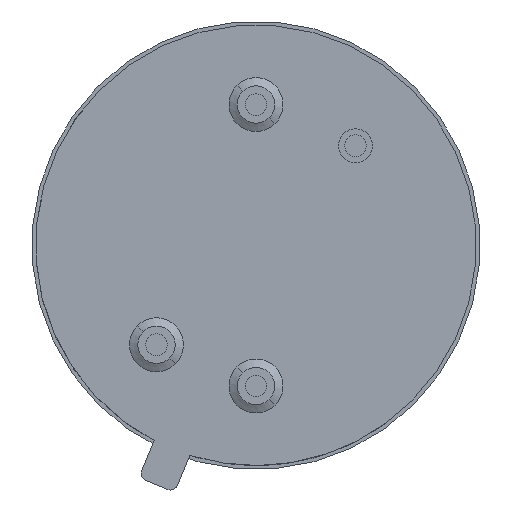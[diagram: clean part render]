
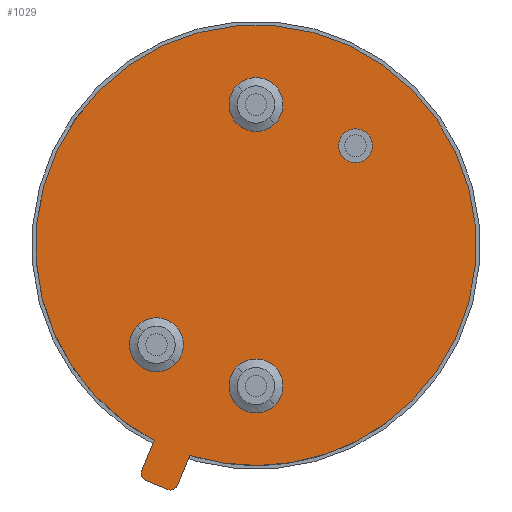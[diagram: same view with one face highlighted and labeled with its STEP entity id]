
A CAD part, front view. The second image highlights one B-rep face of the part: STEP entity #1029.
In plain terms, the highlighted planar face has unit normal (0, -1, 0).
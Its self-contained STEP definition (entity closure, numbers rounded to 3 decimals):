
#601=VERTEX_POINT('NONE',#602);
#602=CARTESIAN_POINT('',(-1.664,0.1,-5.034));
#608=EDGE_CURVE('NONE',#601,#609,#611,.T.);
#609=VERTEX_POINT('NONE',#610);
#610=CARTESIAN_POINT('',(-1.828,0.1,-5.066));
#611=CIRCLE('',#612,0.15);
#612=AXIS2_PLACEMENT_3D('',#613,#614,#615);
#613=CARTESIAN_POINT('',(-1.77,0.1,-4.928));
#614=DIRECTION('',(0.0,1.0,0.0));
#615=DIRECTION('',(-0.707,0.0,0.707));
#643=VERTEX_POINT('NONE',#644);
#644=CARTESIAN_POINT('',(-3.231,0.1,3.231));
#650=EDGE_CURVE('NONE',#643,#651,#653,.T.);
#651=VERTEX_POINT('NONE',#652);
#652=CARTESIAN_POINT('',(3.231,0.1,-3.231));
#653=CIRCLE('',#654,4.57);
#654=AXIS2_PLACEMENT_3D('',#655,#656,#657);
#655=CARTESIAN_POINT('',(0.0,0.1,0.0));
#656=DIRECTION('',(0.0,1.0,0.0));
#657=DIRECTION('',(-0.707,0.0,0.707));
#685=VERTEX_POINT('NONE',#686);
#686=CARTESIAN_POINT('',(2.312,0.1,1.817));
#692=EDGE_CURVE('NONE',#685,#693,#695,.T.);
#693=VERTEX_POINT('NONE',#694);
#694=CARTESIAN_POINT('',(1.817,0.1,2.312));
#695=CIRCLE('',#696,0.35);
#696=AXIS2_PLACEMENT_3D('',#697,#698,#699);
#697=CARTESIAN_POINT('',(2.065,0.1,2.065));
#698=DIRECTION('',(0.0,-1.0,0.0));
#699=DIRECTION('',(0.707,0.0,-0.707));
#790=EDGE_CURVE('NONE',#693,#685,#791,.T.);
#791=CIRCLE('',#792,0.35);
#792=AXIS2_PLACEMENT_3D('',#793,#794,#795);
#793=CARTESIAN_POINT('',(2.065,0.1,2.065));
#794=DIRECTION('',(0.0,-1.0,0.0));
#795=DIRECTION('',(0.707,0.0,-0.707));
#828=EDGE_CURVE('NONE',#651,#829,#831,.T.);
#829=VERTEX_POINT('NONE',#830);
#830=CARTESIAN_POINT('',(-1.373,0.1,-4.359));
#831=CIRCLE('',#832,4.57);
#832=AXIS2_PLACEMENT_3D('',#833,#834,#835);
#833=CARTESIAN_POINT('',(0.0,0.1,0.0));
#834=DIRECTION('',(0.0,1.0,0.0));
#835=DIRECTION('',(-0.707,0.0,0.707));
#855=VERTEX_POINT('NONE',#856);
#856=CARTESIAN_POINT('',(-2.112,0.1,-4.053));
#862=EDGE_CURVE('NONE',#855,#643,#863,.T.);
#863=CIRCLE('',#864,4.57);
#864=AXIS2_PLACEMENT_3D('',#865,#866,#867);
#865=CARTESIAN_POINT('',(0.0,0.1,0.0));
#866=DIRECTION('',(0.0,1.0,0.0));
#867=DIRECTION('',(-0.707,0.0,0.707));
#877=EDGE_CURVE('NONE',#829,#878,#880,.T.);
#878=VERTEX_POINT('NONE',#879);
#879=CARTESIAN_POINT('',(-1.632,0.1,-4.985));
#880=LINE('',#881,#882);
#881=CARTESIAN_POINT('',(-1.632,0.1,-4.985));
#882=VECTOR('',#883,1.0);
#883=DIRECTION('',(-0.383,0.0,-0.924));
#917=EDGE_CURVE('NONE',#878,#601,#918,.T.);
#918=CIRCLE('',#919,0.15);
#919=AXIS2_PLACEMENT_3D('',#920,#921,#922);
#920=CARTESIAN_POINT('',(-1.77,0.1,-4.928));
#921=DIRECTION('',(0.0,1.0,0.0));
#922=DIRECTION('',(-0.707,0.0,0.707));
#932=EDGE_CURVE('NONE',#609,#933,#935,.T.);
#933=VERTEX_POINT('NONE',#934);
#934=CARTESIAN_POINT('',(-2.29,0.1,-4.875));
#935=LINE('',#936,#937);
#936=CARTESIAN_POINT('',(-2.29,0.1,-4.875));
#937=VECTOR('',#938,1.0);
#938=DIRECTION('',(-0.924,0.0,0.383));
#963=EDGE_CURVE('NONE',#933,#964,#966,.T.);
#964=VERTEX_POINT('NONE',#965);
#965=CARTESIAN_POINT('',(-2.371,0.1,-4.679));
#966=CIRCLE('',#967,0.15);
#967=AXIS2_PLACEMENT_3D('',#968,#969,#970);
#968=CARTESIAN_POINT('',(-2.232,0.1,-4.736));
#969=DIRECTION('',(0.0,1.0,0.0));
#970=DIRECTION('',(0.707,0.0,-0.707));
#996=EDGE_CURVE('NONE',#964,#855,#997,.T.);
#997=LINE('',#998,#999);
#998=CARTESIAN_POINT('',(-2.371,0.1,-4.679));
#999=VECTOR('',#1000,1.0);
#1000=DIRECTION('',(0.383,0.0,0.924));
#1029=ADVANCED_FACE('NONE',(#1030,#1041),#1045,.F.);
#1030=FACE_BOUND('NONE',#1031,.T.);
#1031=EDGE_LOOP('',(#1032,#1033,#1034,#1035,#1036,#1037,#1038,#1039,#1040));
#1032=ORIENTED_EDGE('',*,*,#862,.F.);
#1033=ORIENTED_EDGE('',*,*,#996,.F.);
#1034=ORIENTED_EDGE('',*,*,#963,.F.);
#1035=ORIENTED_EDGE('',*,*,#932,.F.);
#1036=ORIENTED_EDGE('',*,*,#608,.F.);
#1037=ORIENTED_EDGE('',*,*,#917,.F.);
#1038=ORIENTED_EDGE('',*,*,#877,.F.);
#1039=ORIENTED_EDGE('',*,*,#828,.F.);
#1040=ORIENTED_EDGE('',*,*,#650,.F.);
#1041=FACE_BOUND('NONE',#1042,.T.);
#1042=EDGE_LOOP('',(#1043,#1044));
#1043=ORIENTED_EDGE('',*,*,#790,.F.);
#1044=ORIENTED_EDGE('',*,*,#692,.F.);
#1045=PLANE('',#1046);
#1046=AXIS2_PLACEMENT_3D('',#1047,#1048,#1049);
#1047=CARTESIAN_POINT('',(0.0,0.1,0.0));
#1048=DIRECTION('',(0.0,1.0,0.0));
#1049=DIRECTION('',(1.0,0.0,0.0));
